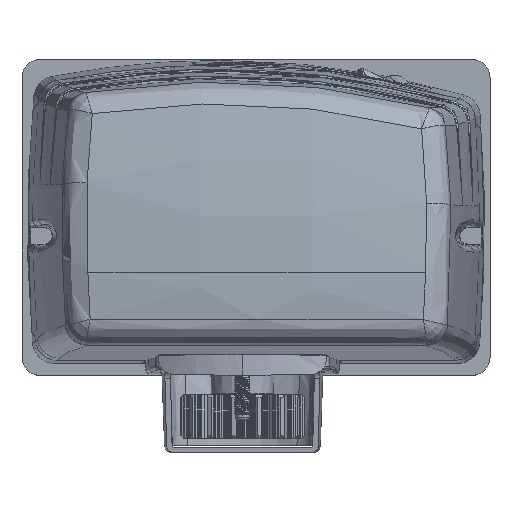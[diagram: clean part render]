
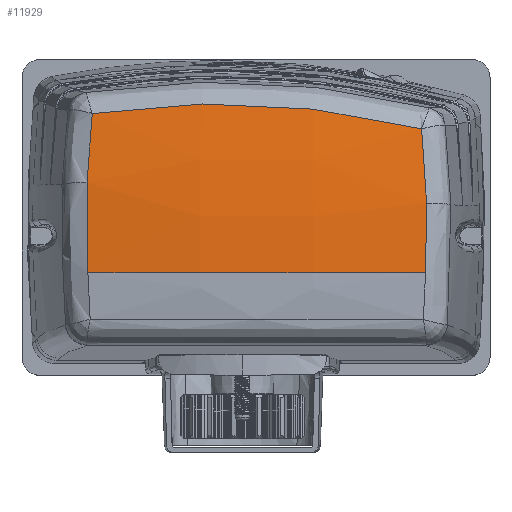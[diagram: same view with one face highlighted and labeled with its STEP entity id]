
A CAD part, top view. The second image highlights one B-rep face of the part: STEP entity #11929.
In plain terms, the highlighted free-form (B-spline) face has degree [3, 3] with [4, 4] control points.
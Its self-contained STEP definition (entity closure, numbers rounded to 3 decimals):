
#311 = CARTESIAN_POINT ( 'NONE',  ( 449.776, -355.666, 275.389 ) ) ;
#2270 = CARTESIAN_POINT ( 'NONE',  ( 451.738, -358.615, 276.479 ) ) ;
#2893 = DIRECTION ( 'NONE',  ( 0., 0., -1. ) ) ;
#3476 = CARTESIAN_POINT ( 'NONE',  ( 412.842, -334.901, 274.918 ) ) ;
#3788 = CARTESIAN_POINT ( 'NONE',  ( 360.276, -329.163, 276.032 ) ) ;
#4456 = CARTESIAN_POINT ( 'NONE',  ( 265.152, -410.695, 282.326 ) ) ;
#4546 = EDGE_CURVE ( 'NONE', #76470, #82741, #77121, .T. ) ;
#6508 = CARTESIAN_POINT ( 'NONE',  ( 450.191, -420.994, 279.871 ) ) ;
#8307 = CARTESIAN_POINT ( 'NONE',  ( 265.007, -371.627, 279.736 ) ) ;
#9273 = CARTESIAN_POINT ( 'NONE',  ( 326.474, -358.615, 284.124 ) ) ;
#10452 = CARTESIAN_POINT ( 'NONE',  ( 406.783, -333.925, 275.129 ) ) ;
#10756 = CARTESIAN_POINT ( 'NONE',  ( 343.272, -328.561, 276.071 ) ) ;
#11414 = CARTESIAN_POINT ( 'NONE',  ( 265.325, -416.876, 282.437 ) ) ;
#11929 = ADVANCED_FACE ( 'NONE', ( #30451 ), #19023, .T. ) ;
#14487 = ORIENTED_EDGE ( 'NONE', *, *, #26176, .T. ) ;
#14709 = CARTESIAN_POINT ( 'NONE',  ( 448.019, -342.26, 273.209 ) ) ;
#16215 = CARTESIAN_POINT ( 'NONE',  ( 451.051, -328.001, 270.134 ) ) ;
#17060 = VERTEX_POINT ( 'NONE', #14709 ) ;
#17070 = B_SPLINE_CURVE_WITH_KNOTS ( 'NONE', 3,
 ( #82631, #82939, #311, #48858 ),
 .UNSPECIFIED., .F., .F.,
 ( 4, 4 ),
 ( 0., 1. ),
 .UNSPECIFIED. ) ;
#17170 = EDGE_CURVE ( 'NONE', #17060, #76470, #61446, .T. ) ;
#17414 = CARTESIAN_POINT ( 'NONE',  ( 404.45, -333.572, 275.205 ) ) ;
#17697 = CARTESIAN_POINT ( 'NONE',  ( 320.598, -328.825, 275.857 ) ) ;
#17742 = ORIENTED_EDGE ( 'NONE', *, *, #25258, .T. ) ;
#18369 = CARTESIAN_POINT ( 'NONE',  ( 265.465, -420.994, 282.462 ) ) ;
#19023 =( BOUNDED_SURFACE ( )  B_SPLINE_SURFACE ( 3, 3, ( 
 ( #64327, #63145, #71293, #29850 ),
 ( #78256, #36829, #85212, #43835 ),
 ( #2270, #50815, #9273, #57733 ),
 ( #16215, #64627, #23172, #71592 ) ),
 .UNSPECIFIED., .F., .F., .T. ) 
 B_SPLINE_SURFACE_WITH_KNOTS ( ( 4, 4 ),
 ( 4, 4 ),
 ( 0., 1. ),
 ( 0., 1. ),
 .UNSPECIFIED. ) 
 GEOMETRIC_REPRESENTATION_ITEM ( )  RATIONAL_B_SPLINE_SURFACE ( (
 ( 1., 0.997, 0.997, 1.),
 ( 0.996, 0.994, 0.994, 0.996),
 ( 0.996, 0.994, 0.994, 0.996),
 ( 1., 0.997, 0.997, 1.) ) ) 
 REPRESENTATION_ITEM ( '' )  SURFACE ( )  );
#19439 = ORIENTED_EDGE ( 'NONE', *, *, #29586, .F. ) ;
#20410 = CARTESIAN_POINT ( 'NONE',  ( 450.754, -382.857, 278.203 ) ) ;
#23172 = CARTESIAN_POINT ( 'NONE',  ( 326.584, -328.001, 277.731 ) ) ;
#23482 = CARTESIAN_POINT ( 'NONE',  ( 265.007, -371.627, 279.736 ) ) ;
#23948 = ORIENTED_EDGE ( 'NONE', *, *, #4546, .T. ) ;
#24377 = CARTESIAN_POINT ( 'NONE',  ( 396.021, -332.332, 275.467 ) ) ;
#24677 = CARTESIAN_POINT ( 'NONE',  ( 282.873, -331.588, 274.917 ) ) ;
#25258 = EDGE_CURVE ( 'NONE', #59335, #17060, #17070, .T. ) ;
#26176 = EDGE_CURVE ( 'NONE', #52166, #59335, #73615, .T. ) ;
#29586 = EDGE_CURVE ( 'NONE', #52166, #64418, #69085, .T. ) ;
#29850 = CARTESIAN_POINT ( 'NONE',  ( 263.6, -420.994, 282.315 ) ) ;
#30169 = CARTESIAN_POINT ( 'NONE',  ( 266.182, -346.351, 276.526 ) ) ;
#30451 = FACE_OUTER_BOUND ( 'NONE', #82855, .T. ) ;
#30761 = CARTESIAN_POINT ( 'NONE',  ( 440.658, -340.416, 273.656 ) ) ;
#31368 = CARTESIAN_POINT ( 'NONE',  ( 377.232, -330.328, 275.851 ) ) ;
#32024 = CARTESIAN_POINT ( 'NONE',  ( 265.007, -371.627, 279.736 ) ) ;
#36829 = CARTESIAN_POINT ( 'NONE',  ( 389.431, -389.722, 286.453 ) ) ;
#36839 = CARTESIAN_POINT ( 'NONE',  ( 450.754, -382.857, 278.203 ) ) ;
#38026 = CARTESIAN_POINT ( 'NONE',  ( 433.268, -338.759, 274.046 ) ) ;
#38324 = CARTESIAN_POINT ( 'NONE',  ( 367.816, -329.608, 275.97 ) ) ;
#38995 = CARTESIAN_POINT ( 'NONE',  ( 264.834, -388.062, 281.293 ) ) ;
#41061 = CARTESIAN_POINT ( 'NONE',  ( 450.622, -408.288, 279.825 ) ) ;
#43835 = CARTESIAN_POINT ( 'NONE',  ( 263.6, -389.722, 282.315 ) ) ;
#44451 = DIRECTION ( 'NONE',  ( 0., -1., 0. ) ) ;
#45030 = CARTESIAN_POINT ( 'NONE',  ( 418.426, -335.865, 274.705 ) ) ;
#45333 = CARTESIAN_POINT ( 'NONE',  ( 362.16, -329.263, 276.02 ) ) ;
#46009 = CARTESIAN_POINT ( 'NONE',  ( 265.014, -404.522, 282.147 ) ) ;
#47990 = EDGE_CURVE ( 'NONE', #82741, #64418, #83954, .T. ) ;
#48858 = CARTESIAN_POINT ( 'NONE',  ( 448.019, -342.26, 273.209 ) ) ;
#50815 = CARTESIAN_POINT ( 'NONE',  ( 389.285, -358.615, 283.242 ) ) ;
#51997 = CARTESIAN_POINT ( 'NONE',  ( 410.048, -334.437, 275.019 ) ) ;
#52109 = CARTESIAN_POINT ( 'NONE',  ( 267.863, -333.901, 274.223 ) ) ;
#52166 = VERTEX_POINT ( 'NONE', #64860 ) ;
#52295 = CARTESIAN_POINT ( 'NONE',  ( 350.829, -328.724, 276.08 ) ) ;
#52971 = CARTESIAN_POINT ( 'NONE',  ( 265.205, -412.757, 282.372 ) ) ;
#55598 = ORIENTED_EDGE ( 'NONE', *, *, #47990, .T. ) ;
#57733 = CARTESIAN_POINT ( 'NONE',  ( 263.856, -358.615, 279.118 ) ) ;
#58896 = CARTESIAN_POINT ( 'NONE',  ( 405.383, -333.713, 275.175 ) ) ;
#59199 = CARTESIAN_POINT ( 'NONE',  ( 328.158, -328.611, 275.959 ) ) ;
#59335 = VERTEX_POINT ( 'NONE', #36839 ) ;
#59848 = CARTESIAN_POINT ( 'NONE',  ( 265.391, -418.933, 282.457 ) ) ;
#61446 = B_SPLINE_CURVE_WITH_KNOTS ( 'NONE', 3,
 ( #72461, #30761, #38026, #86405, #45030, #3476, #51997, #10452, #58896, #17414, #65827, #24377, #72752, #31368, #79722, #38324, #86707, #45333, #3788, #52295, #10756, #59199, #17697, #66132, #24677, #73056 ),
 .UNSPECIFIED., .F., .F.,
 ( 4, 2, 2, 1, 1, 2, 2, 2, 2, 2, 2, 2, 2, 4 ),
 ( 0., 0.125, 0.187, 0.219, 0.234, 0.242, 0.25, 0.375, 0.438, 0.469, 0.5, 0.625, 0.75, 1. ),
 .UNSPECIFIED. ) ;
#61867 = CARTESIAN_POINT ( 'NONE',  ( 450.809, -395.56, 279.27 ) ) ;
#63145 = CARTESIAN_POINT ( 'NONE',  ( 389.431, -420.994, 286.453 ) ) ;
#64327 = CARTESIAN_POINT ( 'NONE',  ( 452.083, -420.994, 279.668 ) ) ;
#64418 = VERTEX_POINT ( 'NONE', #67279 ) ;
#64627 = CARTESIAN_POINT ( 'NONE',  ( 388.996, -328.001, 276.855 ) ) ;
#64860 = CARTESIAN_POINT ( 'NONE',  ( 450.191, -420.994, 279.871 ) ) ;
#64931 = CARTESIAN_POINT ( 'NONE',  ( 265.224, -358.941, 278.367 ) ) ;
#65827 = CARTESIAN_POINT ( 'NONE',  ( 403.984, -333.503, 275.219 ) ) ;
#66132 = CARTESIAN_POINT ( 'NONE',  ( 297.932, -330.032, 275.405 ) ) ;
#67279 = CARTESIAN_POINT ( 'NONE',  ( 265.465, -420.994, 282.462 ) ) ;
#69085 = CIRCLE ( 'NONE', #70649, 1005.934 ) ;
#70649 = AXIS2_PLACEMENT_3D ( 'NONE', #85820, #44451, #2893 ) ;
#70739 = ORIENTED_EDGE ( 'NONE', *, *, #17170, .T. ) ;
#71293 = CARTESIAN_POINT ( 'NONE',  ( 326.419, -420.994, 287.338 ) ) ;
#71592 = CARTESIAN_POINT ( 'NONE',  ( 264.365, -328.001, 272.757 ) ) ;
#72461 = CARTESIAN_POINT ( 'NONE',  ( 448.019, -342.26, 273.209 ) ) ;
#72752 = CARTESIAN_POINT ( 'NONE',  ( 388.514, -331.418, 275.65 ) ) ;
#73056 = CARTESIAN_POINT ( 'NONE',  ( 267.863, -333.901, 274.223 ) ) ;
#73423 = CARTESIAN_POINT ( 'NONE',  ( 264.866, -379.836, 280.623 ) ) ;
#73615 = B_SPLINE_CURVE_WITH_KNOTS ( 'NONE', 3,
 ( #6508, #41061, #61867, #20410 ),
 .UNSPECIFIED., .F., .F.,
 ( 4, 4 ),
 ( 0.402, 1. ),
 .UNSPECIFIED. ) ;
#76470 = VERTEX_POINT ( 'NONE', #52109 ) ;
#77121 = B_SPLINE_CURVE_WITH_KNOTS ( 'NONE', 3,
 ( #78546, #30169, #64931, #23482 ),
 .UNSPECIFIED., .F., .F.,
 ( 4, 4 ),
 ( 0., 1. ),
 .UNSPECIFIED. ) ;
#78256 = CARTESIAN_POINT ( 'NONE',  ( 452.083, -389.722, 279.668 ) ) ;
#78546 = CARTESIAN_POINT ( 'NONE',  ( 267.863, -333.901, 274.223 ) ) ;
#79722 = CARTESIAN_POINT ( 'NONE',  ( 373.468, -330.012, 275.906 ) ) ;
#82631 = CARTESIAN_POINT ( 'NONE',  ( 450.754, -382.857, 278.203 ) ) ;
#82741 = VERTEX_POINT ( 'NONE', #8307 ) ;
#82855 = EDGE_LOOP ( 'NONE', ( #19439, #14487, #17742, #70739, #23948, #55598 ) ) ;
#82939 = CARTESIAN_POINT ( 'NONE',  ( 450.694, -369.216, 277.057 ) ) ;
#83954 = B_SPLINE_CURVE_WITH_KNOTS ( 'NONE', 3,
 ( #32024, #73423, #38995, #87365, #46009, #4456, #52971, #11414, #59848, #18369 ),
 .UNSPECIFIED., .F., .F.,
 ( 4, 2, 2, 2, 4 ),
 ( 0., 0.33, 0.495, 0.577, 0.66 ),
 .UNSPECIFIED. ) ;
#85212 = CARTESIAN_POINT ( 'NONE',  ( 326.419, -389.722, 287.338 ) ) ;
#85820 = CARTESIAN_POINT ( 'NONE',  ( 343.776, -420.994, -720.418 ) ) ;
#86405 = CARTESIAN_POINT ( 'NONE',  ( 422.142, -336.553, 274.55 ) ) ;
#86707 = CARTESIAN_POINT ( 'NONE',  ( 365.931, -329.485, 275.989 ) ) ;
#87365 = CARTESIAN_POINT ( 'NONE',  ( 264.948, -400.406, 281.974 ) ) ;
